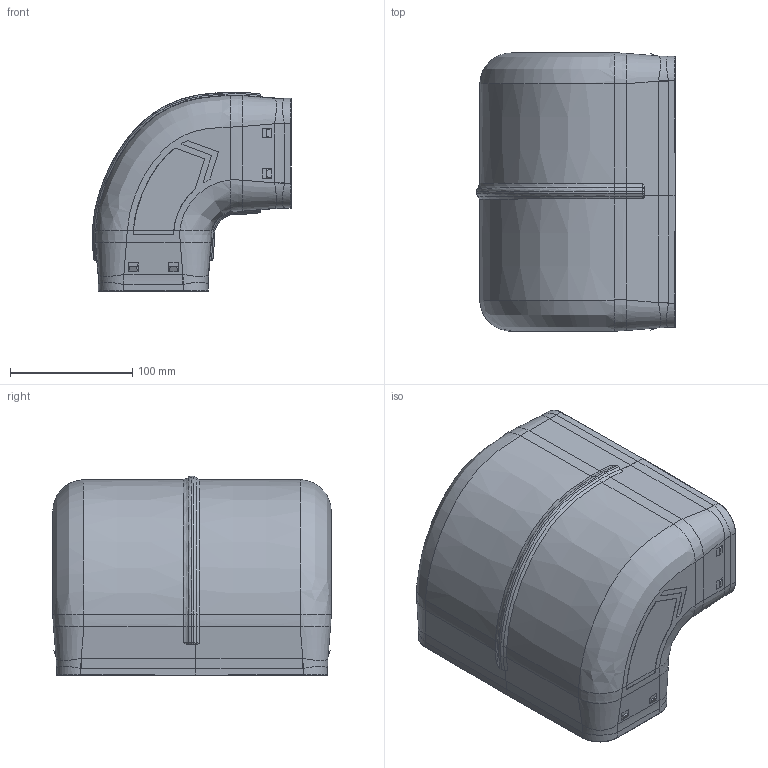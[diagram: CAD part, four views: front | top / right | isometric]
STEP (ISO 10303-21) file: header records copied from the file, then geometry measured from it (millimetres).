
FILE_DESCRIPTION(('CATIA V5 STEP Exchange'),'2;1');
FILE_NAME('4051008 P-RBV 150 Rohrbogen vertikal 90_vereinfacht.stp','2023-03-30T09:42:25+00:00',('none'),('none'),'CATIA Version 5 Release 21 SP 1 (IN-10)','CATIA V5 STEP AP214 Edition 3','none');
FILE_SCHEMA(('AUTOMOTIVE_DESIGN { 1 0 10303 214 3 1 1 1 }'));
Products named in the file (1): 4051008 P-RBV 150 Rohrbogen vertikal 90_vereinfacht
Bounding box: 163.62 x 228 x 163.6 mm (x, y, z)
Volume: 3420434.1 mm3; surface area: 180617 mm2
Topology: 1 solids, 4 shells, 523 faces, 1354 edges, 849 vertices
Faces by surface type: bspline 210, plane 200, cylinder 108, cone 5
Entity records: 36469 total; most frequent: CARTESIAN_POINT 25914, ORIENTED_EDGE 2708, EDGE_CURVE 1354, DIRECTION 1233, VERTEX_POINT 849, B_SPLINE_CURVE_WITH_KNOTS 623, EDGE_LOOP 533, VECTOR 528
